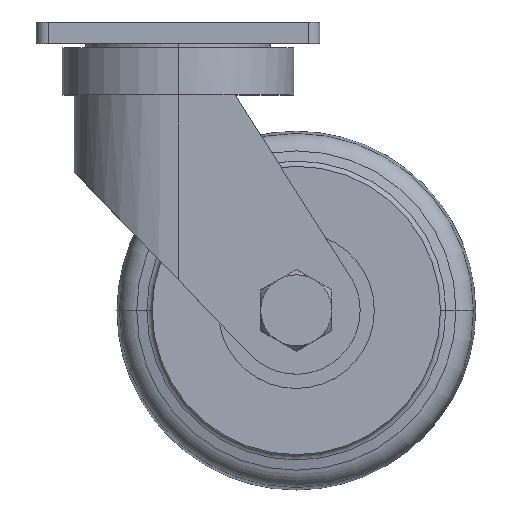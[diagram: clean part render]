
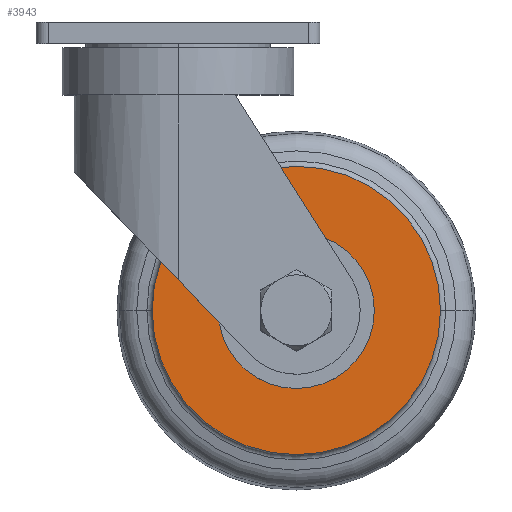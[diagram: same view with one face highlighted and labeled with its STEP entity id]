
A CAD part, top view. The second image highlights one B-rep face of the part: STEP entity #3943.
In plain terms, the highlighted planar face has unit normal (0, 0, 1).
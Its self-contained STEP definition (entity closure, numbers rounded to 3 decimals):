
#145 = DIRECTION ( 'NONE',  ( 1., 0., 0. ) ) ;
#358 = EDGE_LOOP ( 'NONE', ( #791, #3377 ) ) ;
#447 = CARTESIAN_POINT ( 'NONE',  ( 50., -113., 31.75 ) ) ;
#600 = VERTEX_POINT ( 'NONE', #1121 ) ;
#782 = CARTESIAN_POINT ( 'NONE',  ( 50., -113., 31.75 ) ) ;
#791 = ORIENTED_EDGE ( 'NONE', *, *, #852, .T. ) ;
#852 = EDGE_CURVE ( 'NONE', #1739, #2320, #2317, .T. ) ;
#934 = DIRECTION ( 'NONE',  ( 1., 0., 0. ) ) ;
#956 = EDGE_CURVE ( 'NONE', #2320, #1739, #3540, .T. ) ;
#967 = AXIS2_PLACEMENT_3D ( 'NONE', #782, #2899, #934 ) ;
#1121 = CARTESIAN_POINT ( 'NONE',  ( 17., -113., 31.75 ) ) ;
#1125 = CARTESIAN_POINT ( 'NONE',  ( 111., -113., 31.75 ) ) ;
#1458 = DIRECTION ( 'NONE',  ( -1., 0., 0. ) ) ;
#1569 = DIRECTION ( 'NONE',  ( 1., 0., 0. ) ) ;
#1581 = AXIS2_PLACEMENT_3D ( 'NONE', #447, #3643, #145 ) ;
#1621 = ORIENTED_EDGE ( 'NONE', *, *, #1959, .F. ) ;
#1739 = VERTEX_POINT ( 'NONE', #1125 ) ;
#1868 = DIRECTION ( 'NONE',  ( 0., 0., -1. ) ) ;
#1959 = EDGE_CURVE ( 'NONE', #600, #2034, #3572, .T. ) ;
#2034 = VERTEX_POINT ( 'NONE', #3669 ) ;
#2038 = CIRCLE ( 'NONE', #1581, 33. ) ;
#2257 = EDGE_CURVE ( 'NONE', #2034, #600, #2038, .T. ) ;
#2274 = CARTESIAN_POINT ( 'NONE',  ( 50., -52., 31.75 ) ) ;
#2317 = CIRCLE ( 'NONE', #3231, 61. ) ;
#2320 = VERTEX_POINT ( 'NONE', #3671 ) ;
#2390 = DIRECTION ( 'NONE',  ( 0., 0., 1. ) ) ;
#2397 = FACE_OUTER_BOUND ( 'NONE', #358, .T. ) ;
#2442 = ORIENTED_EDGE ( 'NONE', *, *, #2257, .F. ) ;
#2529 = DIRECTION ( 'NONE',  ( 1., 0., 0. ) ) ;
#2694 = AXIS2_PLACEMENT_3D ( 'NONE', #2274, #1868, #1458 ) ;
#2776 = FACE_BOUND ( 'NONE', #3804, .T. ) ;
#2899 = DIRECTION ( 'NONE',  ( 0., 0., 1. ) ) ;
#2937 = DIRECTION ( 'NONE',  ( 0., 0., 1. ) ) ;
#3212 = CARTESIAN_POINT ( 'NONE',  ( 50., -113., 31.75 ) ) ;
#3231 = AXIS2_PLACEMENT_3D ( 'NONE', #3212, #2390, #1569 ) ;
#3345 = CARTESIAN_POINT ( 'NONE',  ( 50., -113., 31.75 ) ) ;
#3377 = ORIENTED_EDGE ( 'NONE', *, *, #956, .T. ) ;
#3540 = CIRCLE ( 'NONE', #967, 61. ) ;
#3572 = CIRCLE ( 'NONE', #4000, 33. ) ;
#3643 = DIRECTION ( 'NONE',  ( 0., 0., 1. ) ) ;
#3669 = CARTESIAN_POINT ( 'NONE',  ( 83., -113., 31.75 ) ) ;
#3671 = CARTESIAN_POINT ( 'NONE',  ( -11., -113., 31.75 ) ) ;
#3804 = EDGE_LOOP ( 'NONE', ( #2442, #1621 ) ) ;
#3907 = PLANE ( 'NONE',  #2694 ) ;
#3943 = ADVANCED_FACE ( 'NONE', ( #2776, #2397 ), #3907, .F. ) ;
#4000 = AXIS2_PLACEMENT_3D ( 'NONE', #3345, #2937, #2529 ) ;
